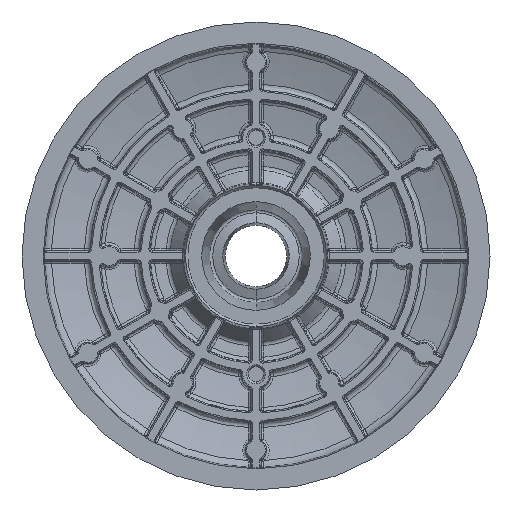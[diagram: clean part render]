
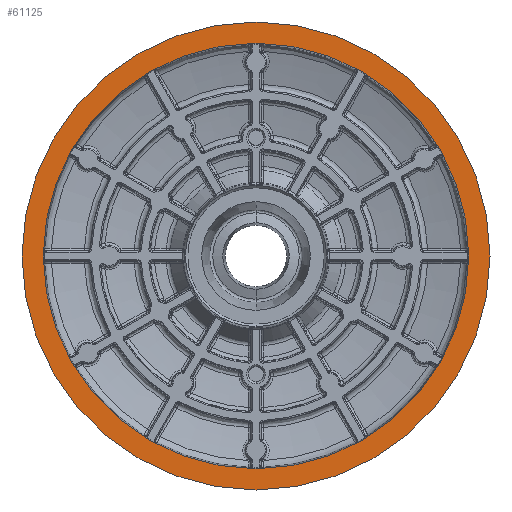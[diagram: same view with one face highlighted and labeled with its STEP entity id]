
A CAD part, front view. The second image highlights one B-rep face of the part: STEP entity #61125.
In plain terms, the highlighted planar face has unit normal (0, -1, 0).
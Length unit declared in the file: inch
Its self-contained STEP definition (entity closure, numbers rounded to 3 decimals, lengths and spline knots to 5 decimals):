
#747 = CARTESIAN_POINT ( 'NONE',  ( -1.94882, 0., 0. ) ) ;
#2872 = DIRECTION ( 'NONE',  ( 0., -1., 0. ) ) ;
#4513 = VERTEX_POINT ( 'NONE', #34213 ) ;
#5773 = CARTESIAN_POINT ( 'NONE',  ( 0., 0., -1.77165 ) ) ;
#6337 = EDGE_CURVE ( 'NONE', #4513, #20681, #33426, .T. ) ;
#16623 = DIRECTION ( 'NONE',  ( 1., 0., 0. ) ) ;
#16712 = DIRECTION ( 'NONE',  ( 0., 1., 0. ) ) ;
#16812 = CARTESIAN_POINT ( 'NONE',  ( 0., 0., 0. ) ) ;
#19004 = DIRECTION ( 'NONE',  ( 0., 1., 0. ) ) ;
#20681 = VERTEX_POINT ( 'NONE', #747 ) ;
#21765 = CARTESIAN_POINT ( 'NONE',  ( -0.58787, 0., 0. ) ) ;
#28207 = DIRECTION ( 'NONE',  ( 0., 0., 1. ) ) ;
#28658 = EDGE_CURVE ( 'NONE', #38795, #81597, #64907, .T. ) ;
#29479 = AXIS2_PLACEMENT_3D ( 'NONE', #41245, #2872, #47655 ) ;
#30853 = DIRECTION ( 'NONE',  ( 0., -1., 0. ) ) ;
#30920 = EDGE_LOOP ( 'NONE', ( #76955, #42504 ) ) ;
#33254 = CIRCLE ( 'NONE', #69051, 1.94882 ) ;
#33426 = CIRCLE ( 'NONE', #66990, 1.94882 ) ;
#34213 = CARTESIAN_POINT ( 'NONE',  ( 1.94882, 0., 0. ) ) ;
#35929 = FACE_BOUND ( 'NONE', #38761, .T. ) ;
#38761 = EDGE_LOOP ( 'NONE', ( #81444, #82117 ) ) ;
#38795 = VERTEX_POINT ( 'NONE', #53007 ) ;
#41245 = CARTESIAN_POINT ( 'NONE',  ( 0., 0., 0. ) ) ;
#42504 = ORIENTED_EDGE ( 'NONE', *, *, #56327, .F. ) ;
#46080 = CIRCLE ( 'NONE', #29479, 1.77165 ) ;
#47655 = DIRECTION ( 'NONE',  ( 0., 0., -1. ) ) ;
#47736 = AXIS2_PLACEMENT_3D ( 'NONE', #21765, #66434, #28207 ) ;
#50841 = FACE_OUTER_BOUND ( 'NONE', #30920, .T. ) ;
#53007 = CARTESIAN_POINT ( 'NONE',  ( 0., 0., 1.77165 ) ) ;
#56327 = EDGE_CURVE ( 'NONE', #20681, #4513, #33254, .T. ) ;
#57320 = CARTESIAN_POINT ( 'NONE',  ( 0., 0., 0. ) ) ;
#61125 = ADVANCED_FACE ( 'NONE', ( #35929, #50841 ), #72533, .F. ) ;
#63723 = DIRECTION ( 'NONE',  ( 1., 0., 0. ) ) ;
#64907 = CIRCLE ( 'NONE', #76840, 1.77165 ) ;
#65553 = EDGE_CURVE ( 'NONE', #81597, #38795, #46080, .T. ) ;
#66434 = DIRECTION ( 'NONE',  ( 0., 1., 0. ) ) ;
#66990 = AXIS2_PLACEMENT_3D ( 'NONE', #16812, #16712, #16623 ) ;
#69051 = AXIS2_PLACEMENT_3D ( 'NONE', #57320, #19004, #63723 ) ;
#69068 = CARTESIAN_POINT ( 'NONE',  ( 0., 0., 0. ) ) ;
#72533 = PLANE ( 'NONE',  #47736 ) ;
#75497 = DIRECTION ( 'NONE',  ( 0., 0., -1. ) ) ;
#76840 = AXIS2_PLACEMENT_3D ( 'NONE', #69068, #30853, #75497 ) ;
#76955 = ORIENTED_EDGE ( 'NONE', *, *, #6337, .F. ) ;
#81444 = ORIENTED_EDGE ( 'NONE', *, *, #65553, .F. ) ;
#81597 = VERTEX_POINT ( 'NONE', #5773 ) ;
#82117 = ORIENTED_EDGE ( 'NONE', *, *, #28658, .F. ) ;
